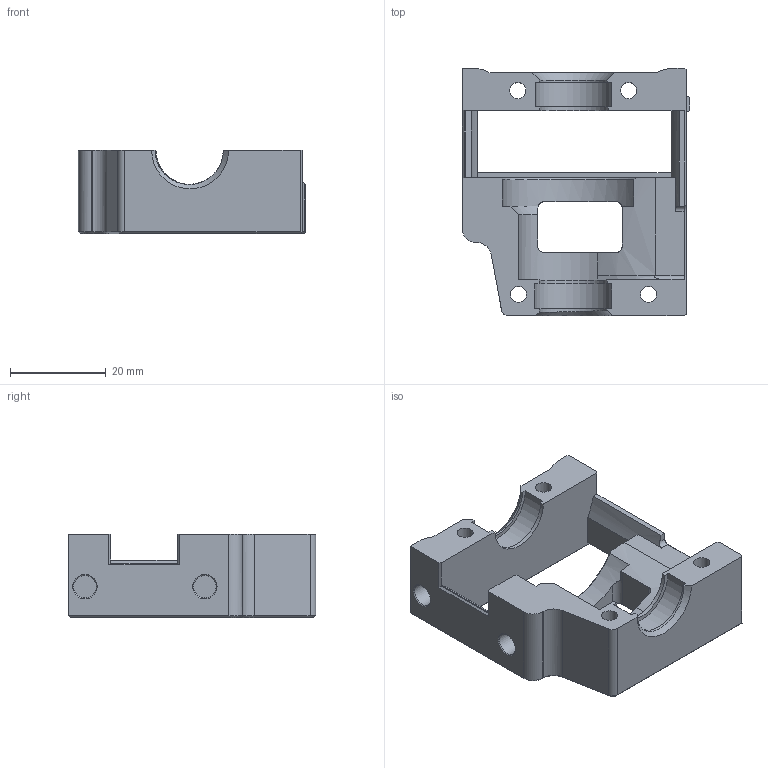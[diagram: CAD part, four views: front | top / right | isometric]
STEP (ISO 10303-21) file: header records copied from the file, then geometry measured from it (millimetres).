
FILE_DESCRIPTION(/* description */ (''),/* implementation_level */ '2;1');
FILE_NAME(/* name */ 'Z-Retainer.step',/* time_stamp */ '2022-03-12T18:43:33+01:00',/* author */ (''),/* organization */ (''),/* preprocessor_version */ 'ST-DEVELOPER v18.1',/* originating_system */ 'Autodesk Translation Framework v10.13.0.1454',/* authorisation */ '');
FILE_SCHEMA (('AUTOMOTIVE_DESIGN { 1 0 10303 214 3 1 1 }'));
Length unit declared in the file: millimetre
Products named in the file (1): Micron-CAD-Assembly
Bounding box: 47.6 x 51.88 x 17.41 mm (x, y, z)
Volume: 17974.3 mm3; surface area: 9140.4 mm2
Topology: 1 solids, 1 shells, 137 faces, 358 edges, 224 vertices
Faces by surface type: plane 74, cylinder 28, cone 25, bspline 10
Full cylindrical faces by diameter (mm): 3.4 x5, 4.7 x7
Entity records: 4599 total; most frequent: CARTESIAN_POINT 1193, ORIENTED_EDGE 714, DIRECTION 665, EDGE_CURVE 357, LINE 245, VECTOR 245, VERTEX_POINT 224, AXIS2_PLACEMENT_3D 210
